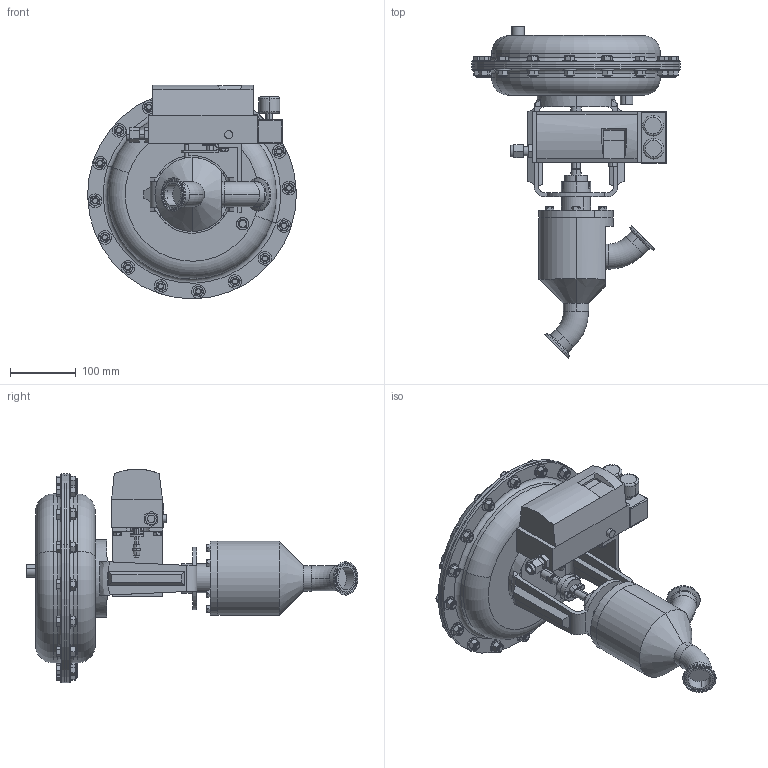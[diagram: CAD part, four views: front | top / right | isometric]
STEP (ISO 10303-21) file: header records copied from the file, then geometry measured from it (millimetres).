
FILE_DESCRIPTION (( 'STEP AP203' ), '1' );
FILE_NAME ('978NSP-150-JD-55M-16IQ.STEP', '2017-06-13T13:58:38', ( '' ), ( '' ), 'SwSTEP 2.0', 'SolidWorks 2014', '' );
FILE_SCHEMA (( 'CONFIG_CONTROL_DESIGN' ));
Length unit declared in the file: inch
Products named in the file (2): 978NSP-150-JD-55M-16IQ
Bounding box: 317.42 x 504.56 x 324.8 mm (x, y, z)
Volume: 7893763.8 mm3; surface area: 491058.3 mm2
Topology: 1 solids, 1 shells, 1246 faces, 2849 edges, 1738 vertices
Faces by surface type: plane 531, cone 431, cylinder 250, torus 28, bspline 4, sphere 2
Entity records: 37823 total; most frequent: CARTESIAN_POINT 10405, ORIENTED_EDGE 5690, DIRECTION 5567, EDGE_CURVE 2845, AXIS2_PLACEMENT_3D 2233, VERTEX_POINT 1738, EDGE_LOOP 1391, ADVANCED_FACE 1246
